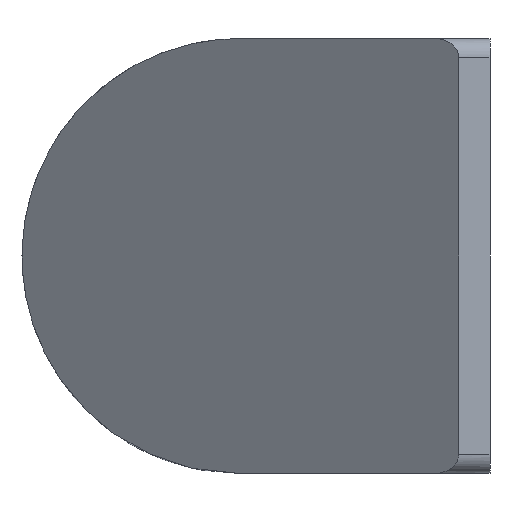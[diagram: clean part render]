
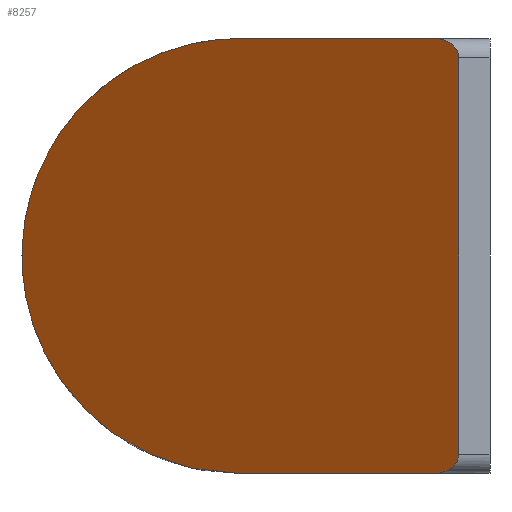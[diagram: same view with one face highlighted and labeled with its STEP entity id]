
A CAD part, front view. The second image highlights one B-rep face of the part: STEP entity #8257.
In plain terms, the highlighted planar face has unit normal (-0.627, -0.779, 0).
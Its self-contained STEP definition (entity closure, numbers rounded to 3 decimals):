
#2096 = CARTESIAN_POINT ( 'NONE',  ( 56.5, -122.5, -51. ) ) ;
#2103 = CARTESIAN_POINT ( 'NONE',  ( 0., -76.999, 56. ) ) ;
#2113 = CARTESIAN_POINT ( 'NONE',  ( 50.291, -117.5, -56. ) ) ;
#2118 = CARTESIAN_POINT ( 'NONE',  ( 56.5, -122.5, 51. ) ) ;
#2126 = CARTESIAN_POINT ( 'NONE',  ( 50.291, -117.5, 56. ) ) ;
#2173 = VECTOR ( 'NONE', #4882, 1000. ) ;
#2231 = ORIENTED_EDGE ( 'NONE', *, *, #4126, .F. ) ;
#2394 = ORIENTED_EDGE ( 'NONE', *, *, #4127, .T. ) ;
#2441 = ORIENTED_EDGE ( 'NONE', *, *, #8477, .F. ) ;
#2445 = ORIENTED_EDGE ( 'NONE', *, *, #4129, .T. ) ;
#2481 = ORIENTED_EDGE ( 'NONE', *, *, #8472, .T. ) ;
#2555 = ORIENTED_EDGE ( 'NONE', *, *, #4128, .T. ) ;
#2721 = EDGE_LOOP ( 'NONE', ( #2441, #2481, #2445, #2555, #2394, #2231 ) ) ;
#4126 = EDGE_CURVE ( 'NONE', #5003, #9360, #7594, .T. ) ;
#4127 = EDGE_CURVE ( 'NONE', #9383, #9360, #9151, .T. ) ;
#4128 = EDGE_CURVE ( 'NONE', #9375, #9383, #7592, .T. ) ;
#4129 = EDGE_CURVE ( 'NONE', #9336, #9375, #9150, .T. ) ;
#4864 = CARTESIAN_POINT ( 'NONE',  ( 50.291, -117.5, -56. ) ) ;
#4865 = CARTESIAN_POINT ( 'NONE',  ( 53.928, -120.429, -56. ) ) ;
#4866 = CARTESIAN_POINT ( 'NONE',  ( 56.5, -122.5, -53.929 ) ) ;
#4867 = CARTESIAN_POINT ( 'NONE',  ( 56.5, -122.5, -51. ) ) ;
#4881 = CARTESIAN_POINT ( 'NONE',  ( -56., -31.9, -56. ) ) ;
#4882 = DIRECTION ( 'NONE',  ( -0.779, 0.627, 0. ) ) ;
#5003 = VERTEX_POINT ( 'NONE', #5933 ) ;
#5333 =( BOUNDED_CURVE ( )  B_SPLINE_CURVE ( 3, ( #4864, #4865, #4866, #4867 ),
 .UNSPECIFIED., .F., .T. ) 
 B_SPLINE_CURVE_WITH_KNOTS ( ( 4, 4 ),
 ( 1.571, 3.142 ),
 .UNSPECIFIED. ) 
 CURVE ( )  GEOMETRIC_REPRESENTATION_ITEM ( )  RATIONAL_B_SPLINE_CURVE ( ( 1., 0.805, 0.805, 1. ) ) 
 REPRESENTATION_ITEM ( '' )  );
#5604 = FACE_OUTER_BOUND ( 'NONE', #2721, .T. ) ;
#5811 = CARTESIAN_POINT ( 'NONE',  ( 0., -76.999, -56. ) ) ;
#5812 = CARTESIAN_POINT ( 'NONE',  ( -112., 13.199, -56. ) ) ;
#5813 = CARTESIAN_POINT ( 'NONE',  ( -112., 13.199, 56. ) ) ;
#5814 = CARTESIAN_POINT ( 'NONE',  ( 0., -76.999, 56. ) ) ;
#5815 = CARTESIAN_POINT ( 'NONE',  ( -56., -31.9, 56. ) ) ;
#5816 = DIRECTION ( 'NONE',  ( -0.779, 0.627, 0. ) ) ;
#5817 = CARTESIAN_POINT ( 'NONE',  ( 56.5, -122.5, 51. ) ) ;
#5818 = CARTESIAN_POINT ( 'NONE',  ( 56.5, -122.5, 53.929 ) ) ;
#5821 = CARTESIAN_POINT ( 'NONE',  ( 53.928, -120.429, 56. ) ) ;
#5822 = CARTESIAN_POINT ( 'NONE',  ( 50.291, -117.5, 56. ) ) ;
#5823 = CARTESIAN_POINT ( 'NONE',  ( 56.5, -122.5, -56. ) ) ;
#5824 = DIRECTION ( 'NONE',  ( 0., 0., 1. ) ) ;
#5933 = CARTESIAN_POINT ( 'NONE',  ( 0., -76.999, -56. ) ) ;
#6984 = PLANE ( 'NONE',  #10250 ) ;
#6985 = CARTESIAN_POINT ( 'NONE',  ( -56., -31.9, -56. ) ) ;
#6986 = DIRECTION ( 'NONE',  ( 0.627, 0.779, 0. ) ) ;
#6987 = DIRECTION ( 'NONE',  ( -0.779, 0.627, 0. ) ) ;
#7592 =( BOUNDED_CURVE ( )  B_SPLINE_CURVE ( 3, ( #5817, #5818, #5821, #5822 ),
 .UNSPECIFIED., .F., .T. ) 
 B_SPLINE_CURVE_WITH_KNOTS ( ( 4, 4 ),
 ( 0., 1.571 ),
 .UNSPECIFIED. ) 
 CURVE ( )  GEOMETRIC_REPRESENTATION_ITEM ( )  RATIONAL_B_SPLINE_CURVE ( ( 1., 0.805, 0.805, 1. ) ) 
 REPRESENTATION_ITEM ( '' )  );
#7594 =( BOUNDED_CURVE ( )  B_SPLINE_CURVE ( 3, ( #5811, #5812, #5813, #5814 ),
 .UNSPECIFIED., .F., .T. ) 
 B_SPLINE_CURVE_WITH_KNOTS ( ( 4, 4 ),
 ( 4.712, 7.854 ),
 .UNSPECIFIED. ) 
 CURVE ( )  GEOMETRIC_REPRESENTATION_ITEM ( )  RATIONAL_B_SPLINE_CURVE ( ( 1., 0.333, 0.333, 1. ) ) 
 REPRESENTATION_ITEM ( '' )  );
#7717 = LINE ( 'NONE', #4881, #2173 ) ;
#8257 = ADVANCED_FACE ( 'NONE', ( #5604 ), #6984, .F. ) ;
#8472 = EDGE_CURVE ( 'NONE', #9370, #9336, #5333, .T. ) ;
#8477 = EDGE_CURVE ( 'NONE', #9370, #5003, #7717, .T. ) ;
#9150 = LINE ( 'NONE', #5823, #9727 ) ;
#9151 = LINE ( 'NONE', #5815, #9723 ) ;
#9336 = VERTEX_POINT ( 'NONE', #2096 ) ;
#9360 = VERTEX_POINT ( 'NONE', #2103 ) ;
#9370 = VERTEX_POINT ( 'NONE', #2113 ) ;
#9375 = VERTEX_POINT ( 'NONE', #2118 ) ;
#9383 = VERTEX_POINT ( 'NONE', #2126 ) ;
#9723 = VECTOR ( 'NONE', #5816, 1000. ) ;
#9727 = VECTOR ( 'NONE', #5824, 1000. ) ;
#10250 = AXIS2_PLACEMENT_3D ( 'NONE', #6985, #6986, #6987 ) ;
